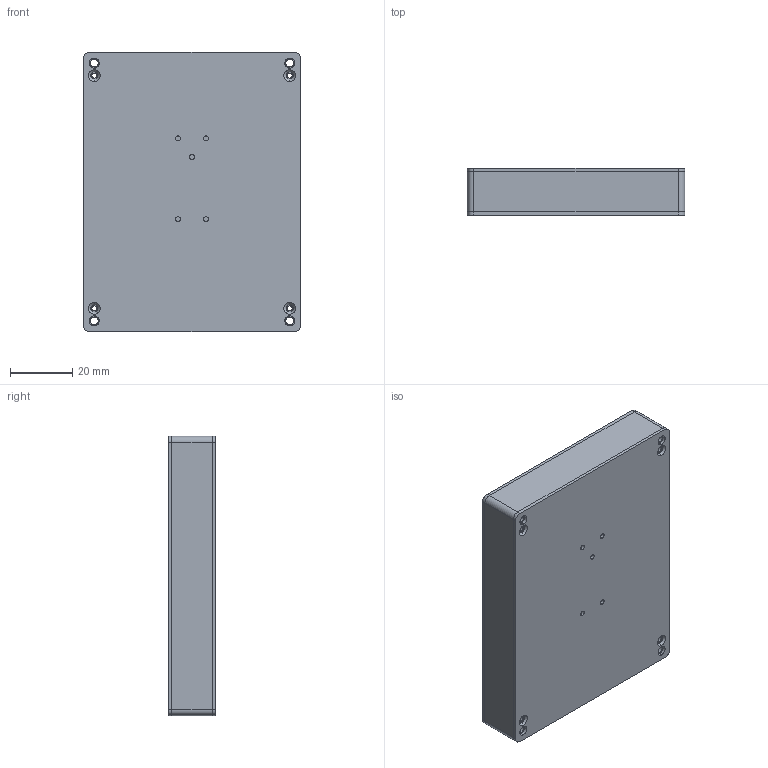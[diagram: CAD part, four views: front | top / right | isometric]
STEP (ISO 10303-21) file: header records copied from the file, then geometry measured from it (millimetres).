
FILE_DESCRIPTION (( 'STEP AP214' ), '1' );
FILE_NAME ('052EDFA.STEP', '2024-05-08T10:00:11', ( 'WSEE' ), ( '' ), 'SwSTEP 2.0', 'SolidWorks 2022', '' );
FILE_SCHEMA (( 'AUTOMOTIVE_DESIGN' ));
Length unit declared in the file: millimetre
Products named in the file (3): (M01.0000.0054)底壳-CNC铝外壳-052-90,70,15-铝合金-黑色; 052EDFA; (M01.0000.0044)34P上盖-052-90,70,15-铝合金-黑色
Assembly tree (2 placements, depth 2):
  052EDFA
    (M01.0000.0054)底壳-CNC铝外壳-052-90,70,15-铝合金-黑色
    (M01.0000.0044)34P上盖-052-90,70,15-铝合金-黑色
Bounding box: 70 x 15 x 90 mm (x, y, z)
Volume: 22301.7 mm3; surface area: 38919.3 mm2
Topology: 3 solids, 3 shells, 304 faces, 850 edges, 554 vertices
Faces by surface type: plane 122, cylinder 112, bspline 50, cone 20
Entity records: 15099 total; most frequent: CARTESIAN_POINT 4247, ORIENTED_EDGE 1692, DIRECTION 1506, EDGE_CURVE 846, VERTEX_POINT 554, LINE 508, VECTOR 508, AXIS2_PLACEMENT_3D 499
